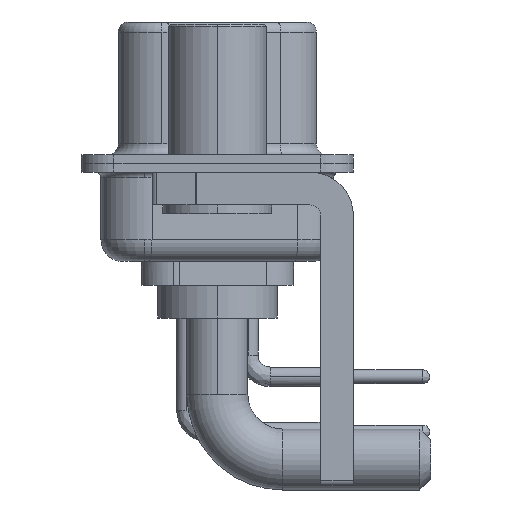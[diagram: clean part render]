
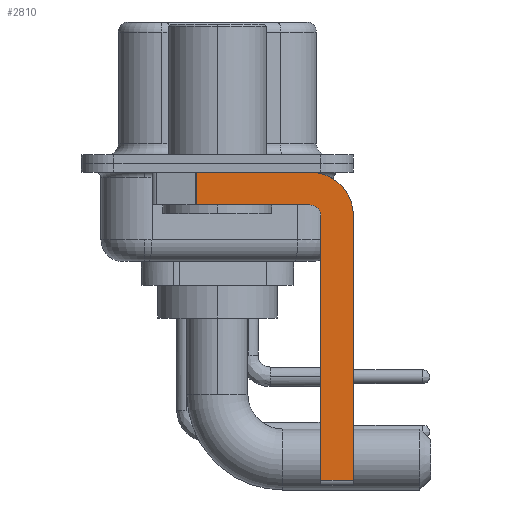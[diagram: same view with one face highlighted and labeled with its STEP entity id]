
A CAD part, left-side view. The second image highlights one B-rep face of the part: STEP entity #2810.
In plain terms, the highlighted planar face has unit normal (-1, 0, 0).
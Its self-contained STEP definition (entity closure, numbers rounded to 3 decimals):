
#262 = DIRECTION ( 'NONE',  ( 1., 0., 0. ) ) ;
#1221 = DIRECTION ( 'NONE',  ( 0., -1., 0. ) ) ;
#1384 = ORIENTED_EDGE ( 'NONE', *, *, #22686, .F. ) ;
#1607 = CARTESIAN_POINT ( 'NONE',  ( -2.9, -4.25, -0.4 ) ) ;
#2155 = PLANE ( 'NONE',  #8500 ) ;
#2810 = ADVANCED_FACE ( 'NONE', ( #9978 ), #2155, .F. ) ;
#3367 = CARTESIAN_POINT ( 'NONE',  ( -2.9, -4.75, -14.55 ) ) ;
#3569 = ORIENTED_EDGE ( 'NONE', *, *, #19541, .T. ) ;
#4141 = LINE ( 'NONE', #11839, #5348 ) ;
#4998 = LINE ( 'NONE', #20405, #21120 ) ;
#5348 = VECTOR ( 'NONE', #19413, 1000. ) ;
#5418 = VECTOR ( 'NONE', #9069, 1000. ) ;
#5871 = CARTESIAN_POINT ( 'NONE',  ( -2.9, 0.978, -0.4 ) ) ;
#6366 = CARTESIAN_POINT ( 'NONE',  ( -2.9, 0.978, -1.9 ) ) ;
#6482 = ORIENTED_EDGE ( 'NONE', *, *, #20401, .F. ) ;
#7284 = CARTESIAN_POINT ( 'NONE',  ( -2.9, -4.25, -1.9 ) ) ;
#7681 = DIRECTION ( 'NONE',  ( 0., -1., 0. ) ) ;
#8120 = CARTESIAN_POINT ( 'NONE',  ( -2.9, 0.978, -1.9 ) ) ;
#8492 = LINE ( 'NONE', #8120, #17349 ) ;
#8500 = AXIS2_PLACEMENT_3D ( 'NONE', #23372, #262, #14122 ) ;
#9017 = DIRECTION ( 'NONE',  ( 0., 0., -1. ) ) ;
#9069 = DIRECTION ( 'NONE',  ( 0., 1., 0. ) ) ;
#9079 = CARTESIAN_POINT ( 'NONE',  ( -2.9, -4.25, -14.55 ) ) ;
#9978 = FACE_OUTER_BOUND ( 'NONE', #16894, .T. ) ;
#10604 = CIRCLE ( 'NONE', #23538, 0.5 ) ;
#11577 = ORIENTED_EDGE ( 'NONE', *, *, #24584, .F. ) ;
#11614 = ORIENTED_EDGE ( 'NONE', *, *, #23119, .F. ) ;
#11720 = CIRCLE ( 'NONE', #14976, 2. ) ;
#11741 = VECTOR ( 'NONE', #7681, 1000. ) ;
#11839 = CARTESIAN_POINT ( 'NONE',  ( -2.9, -4.75, -14.8 ) ) ;
#12321 = VERTEX_POINT ( 'NONE', #20506 ) ;
#12936 = EDGE_CURVE ( 'NONE', #14512, #20026, #19710, .T. ) ;
#14122 = DIRECTION ( 'NONE',  ( 0., 0., -1. ) ) ;
#14512 = VERTEX_POINT ( 'NONE', #14633 ) ;
#14633 = CARTESIAN_POINT ( 'NONE',  ( -2.9, -6.25, -2.4 ) ) ;
#14929 = DIRECTION ( 'NONE',  ( 1., 0., 0. ) ) ;
#14976 = AXIS2_PLACEMENT_3D ( 'NONE', #15053, #14929, #9017 ) ;
#15053 = CARTESIAN_POINT ( 'NONE',  ( -2.9, -4.25, -2.4 ) ) ;
#15057 = ORIENTED_EDGE ( 'NONE', *, *, #12936, .F. ) ;
#15241 = VERTEX_POINT ( 'NONE', #6366 ) ;
#15804 = DIRECTION ( 'NONE',  ( 0., 0., -1. ) ) ;
#16894 = EDGE_LOOP ( 'NONE', ( #11614, #19246, #11577, #19840, #1384, #3569, #15057, #6482 ) ) ;
#17255 = LINE ( 'NONE', #7284, #5418 ) ;
#17349 = VECTOR ( 'NONE', #15804, 1000. ) ;
#17637 = DIRECTION ( 'NONE',  ( 0., 0., 1. ) ) ;
#18814 = EDGE_CURVE ( 'NONE', #23196, #15241, #8492, .T. ) ;
#19141 = CARTESIAN_POINT ( 'NONE',  ( -2.9, -6.25, -14.55 ) ) ;
#19246 = ORIENTED_EDGE ( 'NONE', *, *, #18814, .T. ) ;
#19391 = VERTEX_POINT ( 'NONE', #21983 ) ;
#19413 = DIRECTION ( 'NONE',  ( 0., 0., 1. ) ) ;
#19541 = EDGE_CURVE ( 'NONE', #20801, #20026, #23112, .T. ) ;
#19592 = CARTESIAN_POINT ( 'NONE',  ( -2.9, -6.25, -2.4 ) ) ;
#19710 = LINE ( 'NONE', #19592, #20905 ) ;
#19840 = ORIENTED_EDGE ( 'NONE', *, *, #22714, .F. ) ;
#20026 = VERTEX_POINT ( 'NONE', #19141 ) ;
#20401 = EDGE_CURVE ( 'NONE', #20761, #14512, #11720, .T. ) ;
#20405 = CARTESIAN_POINT ( 'NONE',  ( -2.9, 3., -0.4 ) ) ;
#20506 = CARTESIAN_POINT ( 'NONE',  ( -2.9, -4.25, -1.9 ) ) ;
#20761 = VERTEX_POINT ( 'NONE', #1607 ) ;
#20801 = VERTEX_POINT ( 'NONE', #3367 ) ;
#20905 = VECTOR ( 'NONE', #21619, 1000. ) ;
#21120 = VECTOR ( 'NONE', #1221, 1000. ) ;
#21619 = DIRECTION ( 'NONE',  ( 0., 0., -1. ) ) ;
#21983 = CARTESIAN_POINT ( 'NONE',  ( -2.9, -4.75, -2.4 ) ) ;
#22686 = EDGE_CURVE ( 'NONE', #20801, #19391, #4141, .T. ) ;
#22714 = EDGE_CURVE ( 'NONE', #19391, #12321, #10604, .T. ) ;
#22968 = DIRECTION ( 'NONE',  ( -1., 0., 0. ) ) ;
#23112 = LINE ( 'NONE', #9079, #11741 ) ;
#23119 = EDGE_CURVE ( 'NONE', #23196, #20761, #4998, .T. ) ;
#23196 = VERTEX_POINT ( 'NONE', #5871 ) ;
#23372 = CARTESIAN_POINT ( 'NONE',  ( -2.9, -4.25, -2.4 ) ) ;
#23472 = CARTESIAN_POINT ( 'NONE',  ( -2.9, -4.25, -2.4 ) ) ;
#23538 = AXIS2_PLACEMENT_3D ( 'NONE', #23472, #22968, #17637 ) ;
#24584 = EDGE_CURVE ( 'NONE', #12321, #15241, #17255, .T. ) ;
